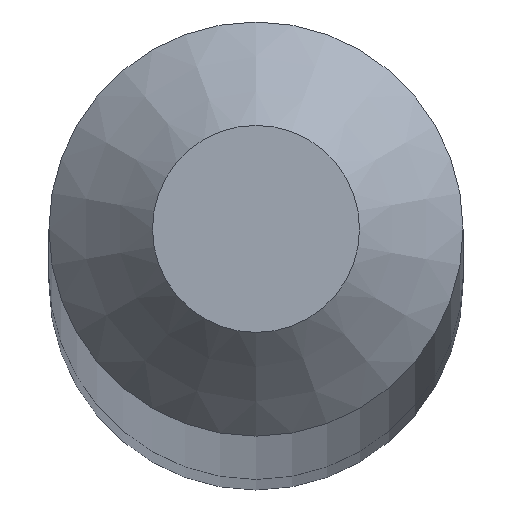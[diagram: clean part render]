
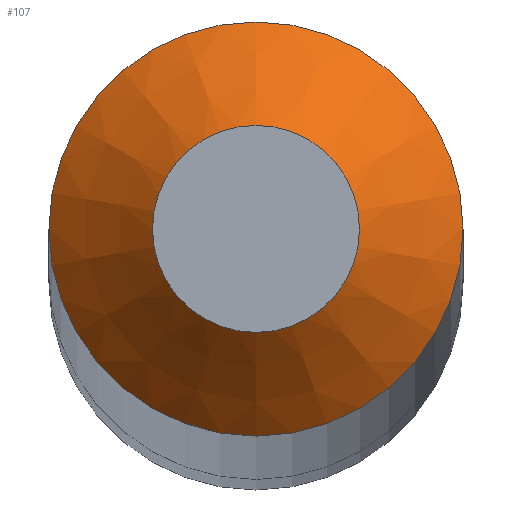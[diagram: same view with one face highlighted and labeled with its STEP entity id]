
A CAD part, top view. The second image highlights one B-rep face of the part: STEP entity #107.
In plain terms, the highlighted conical face has half-angle 45 degrees and reference radius 0.1 mm.
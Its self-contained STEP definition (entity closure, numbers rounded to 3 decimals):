
#1 = CARTESIAN_POINT ( 'NONE',  ( 0., 0.2, 29.9 ) ) ;
#2 = VERTEX_POINT ( 'NONE', #191 ) ;
#10 = CARTESIAN_POINT ( 'NONE',  ( 0., 0., 30. ) ) ;
#19 = AXIS2_PLACEMENT_3D ( 'NONE', #96, #65, #196 ) ;
#30 = EDGE_CURVE ( 'NONE', #2, #2, #201, .T. ) ;
#39 = EDGE_LOOP ( 'NONE', ( #122 ) ) ;
#47 = VERTEX_POINT ( 'NONE', #1 ) ;
#54 = DIRECTION ( 'NONE',  ( 0., 0., -1. ) ) ;
#65 = DIRECTION ( 'NONE',  ( 0., 0., -1. ) ) ;
#66 = DIRECTION ( 'NONE',  ( 0., 1., 0. ) ) ;
#67 = AXIS2_PLACEMENT_3D ( 'NONE', #10, #54, #112 ) ;
#77 = EDGE_LOOP ( 'NONE', ( #190 ) ) ;
#80 = AXIS2_PLACEMENT_3D ( 'NONE', #197, #165, #66 ) ;
#83 = FACE_OUTER_BOUND ( 'NONE', #77, .T. ) ;
#93 = EDGE_CURVE ( 'NONE', #47, #47, #114, .T. ) ;
#96 = CARTESIAN_POINT ( 'NONE',  ( 0., 0., 30. ) ) ;
#107 = ADVANCED_FACE ( 'NONE', ( #83, #144 ), #167, .T. ) ;
#112 = DIRECTION ( 'NONE',  ( 0., 1., 0. ) ) ;
#114 = CIRCLE ( 'NONE', #80, 0.2 ) ;
#122 = ORIENTED_EDGE ( 'NONE', *, *, #30, .T. ) ;
#144 = FACE_BOUND ( 'NONE', #39, .T. ) ;
#165 = DIRECTION ( 'NONE',  ( 0., 0., -1. ) ) ;
#167 = CONICAL_SURFACE ( 'NONE', #67, 0.1, 0.785 ) ;
#190 = ORIENTED_EDGE ( 'NONE', *, *, #93, .F. ) ;
#191 = CARTESIAN_POINT ( 'NONE',  ( 0., 0.1, 30. ) ) ;
#196 = DIRECTION ( 'NONE',  ( 0., 1., 0. ) ) ;
#197 = CARTESIAN_POINT ( 'NONE',  ( 0., 0., 29.9 ) ) ;
#201 = CIRCLE ( 'NONE', #19, 0.1 ) ;
